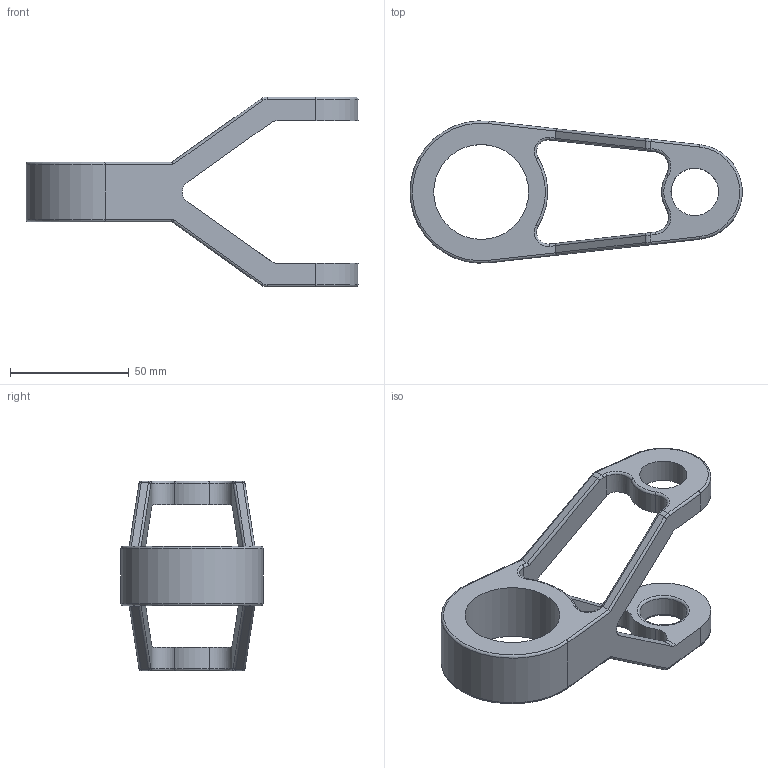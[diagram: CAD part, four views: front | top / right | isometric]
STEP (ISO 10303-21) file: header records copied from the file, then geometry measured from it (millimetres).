
FILE_DESCRIPTION(/* description */ ('Forked bracket'),/* implementation_level */ '2;1');
FILE_NAME(/* name */ 'fork_crank_v2B',/* time_stamp */ '2021-06-21T02:11:34+02:00',/* author */ ('Raymond Deleu'),/* organization */ ('Maker'),/* preprocessor_version */ 'ST-DEVELOPER v16.7',/* originating_system */ 'Solid Edge',/* authorisation */ 'Unknown');
FILE_SCHEMA (('AUTOMOTIVE_DESIGN {1 0 10303 214 3 1 1}'));
Length unit declared in the file: millimetre
Products named in the file (1): fork_crank_v2A
Bounding box: 139.93 x 59.9 x 80.05 mm (x, y, z)
Volume: 70920 mm3; surface area: 25344.5 mm2
Topology: 1 solids, 1 shells, 99 faces, 262 edges, 161 vertices
Faces by surface type: cylinder 51, plane 18, torus 18, bspline 12
Full cylindrical faces by diameter (mm): 20 x2, 40 x1
Entity records: 3188 total; most frequent: CARTESIAN_POINT 712, DIRECTION 540, ORIENTED_EDGE 508, EDGE_CURVE 254, AXIS2_PLACEMENT_3D 218, VERTEX_POINT 158, EDGE_LOOP 110, FACE_BOUND 110
